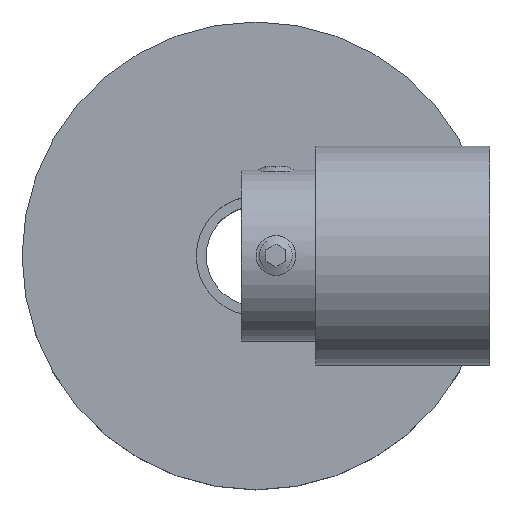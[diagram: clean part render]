
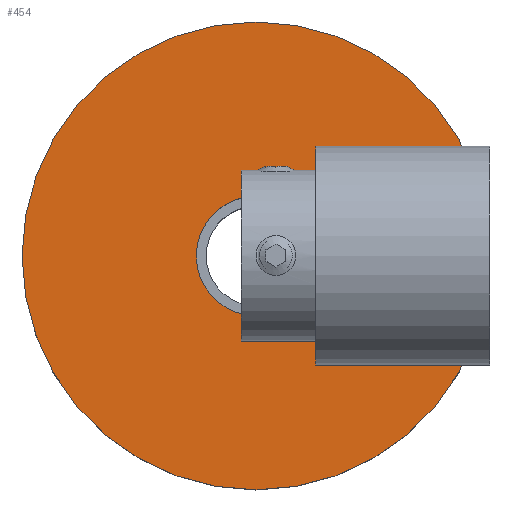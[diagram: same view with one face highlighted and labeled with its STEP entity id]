
A CAD part, top view. The second image highlights one B-rep face of the part: STEP entity #454.
In plain terms, the highlighted planar face has unit normal (0, 0, 1).
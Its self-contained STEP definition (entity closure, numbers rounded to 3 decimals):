
#454 = ADVANCED_FACE( '', ( #537, #538 ), #539, .T. );
#537 = FACE_OUTER_BOUND( '', #721, .T. );
#538 = FACE_BOUND( '', #722, .T. );
#539 = PLANE( '', #723 );
#721 = EDGE_LOOP( '', ( #907 ) );
#722 = EDGE_LOOP( '', ( #908 ) );
#723 = AXIS2_PLACEMENT_3D( '', #909, #910, #911 );
#907 = ORIENTED_EDGE( '', *, *, #1335, .T. );
#908 = ORIENTED_EDGE( '', *, *, #1336, .F. );
#909 = CARTESIAN_POINT( '', ( 0., 0., 27. ) );
#910 = DIRECTION( '', ( 0., 0., 1. ) );
#911 = DIRECTION( '', ( 1., 0., 0. ) );
#1335 = EDGE_CURVE( '', #1452, #1452, #1453, .T. );
#1336 = EDGE_CURVE( '', #1454, #1454, #1455, .T. );
#1452 = VERTEX_POINT( '', #1652 );
#1453 = CIRCLE( '', #1653, 23.5 );
#1454 = VERTEX_POINT( '', #1654 );
#1455 = CIRCLE( '', #1655, 6. );
#1652 = CARTESIAN_POINT( '', ( 23.5, 0., 27. ) );
#1653 = AXIS2_PLACEMENT_3D( '', #2449, #2450, #2451 );
#1654 = CARTESIAN_POINT( '', ( 6., 0., 27. ) );
#1655 = AXIS2_PLACEMENT_3D( '', #2452, #2453, #2454 );
#2449 = CARTESIAN_POINT( '', ( 0., 0., 27. ) );
#2450 = DIRECTION( '', ( 0., 0., 1. ) );
#2451 = DIRECTION( '', ( 1., 0., 0. ) );
#2452 = CARTESIAN_POINT( '', ( 0., 0., 27. ) );
#2453 = DIRECTION( '', ( 0., 0., 1. ) );
#2454 = DIRECTION( '', ( 1., 0., 0. ) );
